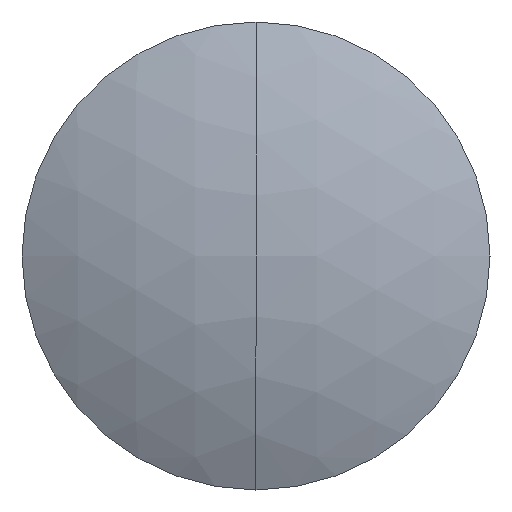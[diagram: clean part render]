
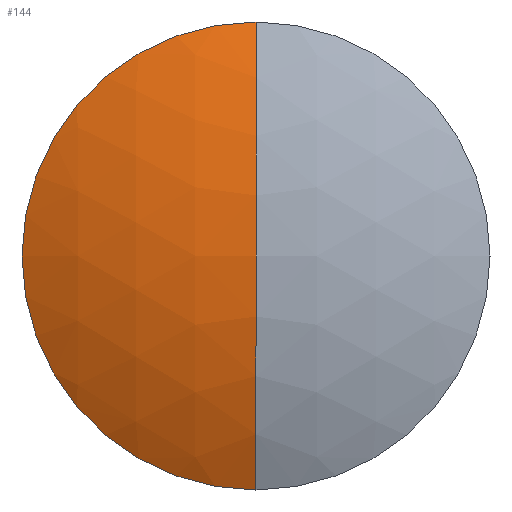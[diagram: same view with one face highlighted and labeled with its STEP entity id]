
A CAD part, left-side view. The second image highlights one B-rep face of the part: STEP entity #144.
In plain terms, the highlighted spherical face has radius 33.5 mm.
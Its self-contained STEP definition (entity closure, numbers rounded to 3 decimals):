
#20 = AXIS2_PLACEMENT_3D ( 'NONE', #115, #132, #148 ) ;
#26 = CARTESIAN_POINT ( 'NONE',  ( 98.431, 0., -15. ) ) ;
#28 = DIRECTION ( 'NONE',  ( 0., 0., -1. ) ) ;
#30 = DIRECTION ( 'NONE',  ( 0., 1., 0. ) ) ;
#37 = ORIENTED_EDGE ( 'NONE', *, *, #296, .T. ) ;
#50 = AXIS2_PLACEMENT_3D ( 'NONE', #64, #290, #307 ) ;
#51 = ORIENTED_EDGE ( 'NONE', *, *, #149, .F. ) ;
#59 = VERTEX_POINT ( 'NONE', #26 ) ;
#64 = CARTESIAN_POINT ( 'NONE',  ( 98.431, 0., 0. ) ) ;
#73 = VERTEX_POINT ( 'NONE', #338 ) ;
#97 = DIRECTION ( 'NONE',  ( 0., -1., 0. ) ) ;
#98 = AXIS2_PLACEMENT_3D ( 'NONE', #287, #30, #194 ) ;
#107 = EDGE_CURVE ( 'NONE', #162, #59, #142, .T. ) ;
#111 = CIRCLE ( 'NONE', #20, 33.5 ) ;
#115 = CARTESIAN_POINT ( 'NONE',  ( 128.385, 0., 0. ) ) ;
#132 = DIRECTION ( 'NONE',  ( 0., 1., 0. ) ) ;
#142 = CIRCLE ( 'NONE', #50, 15. ) ;
#144 = ADVANCED_FACE ( 'NONE', ( #342 ), #203, .T. ) ;
#148 = DIRECTION ( 'NONE',  ( 0., 0., 1. ) ) ;
#149 = EDGE_CURVE ( 'NONE', #162, #73, #160, .T. ) ;
#160 = CIRCLE ( 'NONE', #298, 33.5 ) ;
#162 = VERTEX_POINT ( 'NONE', #306 ) ;
#180 = EDGE_LOOP ( 'NONE', ( #244, #37, #51 ) ) ;
#194 = DIRECTION ( 'NONE',  ( 0., 0., 1. ) ) ;
#203 = SPHERICAL_SURFACE ( 'NONE', #98, 33.5 ) ;
#244 = ORIENTED_EDGE ( 'NONE', *, *, #107, .T. ) ;
#262 = CARTESIAN_POINT ( 'NONE',  ( 128.385, 0., 0. ) ) ;
#287 = CARTESIAN_POINT ( 'NONE',  ( 128.385, 0., 0. ) ) ;
#290 = DIRECTION ( 'NONE',  ( -1., 0., 0. ) ) ;
#296 = EDGE_CURVE ( 'NONE', #59, #73, #111, .T. ) ;
#298 = AXIS2_PLACEMENT_3D ( 'NONE', #262, #97, #28 ) ;
#306 = CARTESIAN_POINT ( 'NONE',  ( 98.431, 0., 15. ) ) ;
#307 = DIRECTION ( 'NONE',  ( 0., 0., 1. ) ) ;
#338 = CARTESIAN_POINT ( 'NONE',  ( 94.885, 0., 0. ) ) ;
#342 = FACE_OUTER_BOUND ( 'NONE', #180, .T. ) ;
